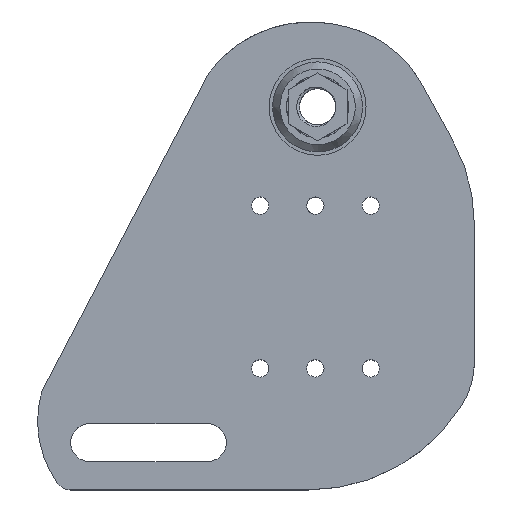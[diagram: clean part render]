
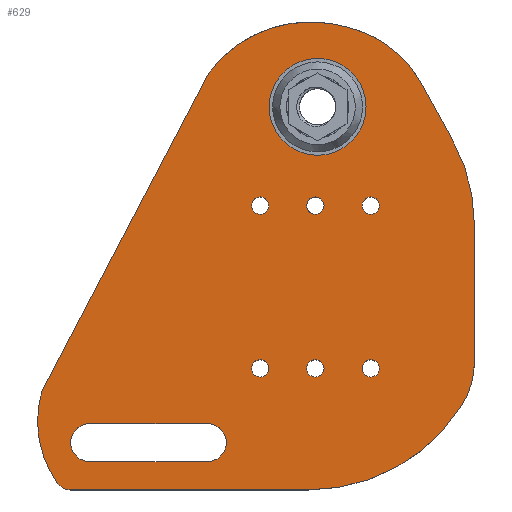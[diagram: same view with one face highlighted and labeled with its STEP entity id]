
A CAD part, top view. The second image highlights one B-rep face of the part: STEP entity #629.
In plain terms, the highlighted planar face has unit normal (0, 0, 1).
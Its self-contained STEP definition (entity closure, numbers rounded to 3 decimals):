
#458=PLANE('',#1510);
#508=LINE('',#1985,#568);
#509=LINE('',#1989,#569);
#510=LINE('',#1995,#570);
#511=LINE('',#2001,#571);
#512=LINE('',#2007,#572);
#513=LINE('',#2011,#573);
#568=VECTOR('',#1653,1.);
#569=VECTOR('',#1656,1.);
#570=VECTOR('',#1661,1.);
#571=VECTOR('',#1666,1.);
#572=VECTOR('',#1671,1.);
#573=VECTOR('',#1674,1.);
#629=ADVANCED_FACE('',(#725,#726,#727,#728,#729,#730,#731,#732,#733),#458,
 .T.);
#725=FACE_BOUND('',#793,.T.);
#726=FACE_BOUND('',#794,.T.);
#727=FACE_BOUND('',#795,.T.);
#728=FACE_BOUND('',#796,.T.);
#729=FACE_BOUND('',#797,.T.);
#730=FACE_BOUND('',#798,.T.);
#731=FACE_BOUND('',#799,.T.);
#732=FACE_BOUND('',#800,.T.);
#733=FACE_BOUND('',#801,.T.);
#793=EDGE_LOOP('',(#903));
#794=EDGE_LOOP('',(#904));
#795=EDGE_LOOP('',(#905));
#796=EDGE_LOOP('',(#906));
#797=EDGE_LOOP('',(#907));
#798=EDGE_LOOP('',(#908));
#799=EDGE_LOOP('',(#909));
#800=EDGE_LOOP('',(#910,#911,#912,#913));
#801=EDGE_LOOP('',(#914,#915,#916,#917,#918,#919,#920,#921,#922,#923,#924,
#925));
#903=ORIENTED_EDGE('',*,*,#1283,.F.);
#904=ORIENTED_EDGE('',*,*,#1284,.F.);
#905=ORIENTED_EDGE('',*,*,#1285,.F.);
#906=ORIENTED_EDGE('',*,*,#1286,.F.);
#907=ORIENTED_EDGE('',*,*,#1287,.F.);
#908=ORIENTED_EDGE('',*,*,#1288,.F.);
#909=ORIENTED_EDGE('',*,*,#1289,.F.);
#910=ORIENTED_EDGE('',*,*,#1290,.F.);
#911=ORIENTED_EDGE('',*,*,#1291,.F.);
#912=ORIENTED_EDGE('',*,*,#1292,.F.);
#913=ORIENTED_EDGE('',*,*,#1293,.F.);
#914=ORIENTED_EDGE('',*,*,#1294,.T.);
#915=ORIENTED_EDGE('',*,*,#1295,.T.);
#916=ORIENTED_EDGE('',*,*,#1296,.T.);
#917=ORIENTED_EDGE('',*,*,#1297,.T.);
#918=ORIENTED_EDGE('',*,*,#1298,.T.);
#919=ORIENTED_EDGE('',*,*,#1299,.T.);
#920=ORIENTED_EDGE('',*,*,#1300,.T.);
#921=ORIENTED_EDGE('',*,*,#1301,.T.);
#922=ORIENTED_EDGE('',*,*,#1302,.T.);
#923=ORIENTED_EDGE('',*,*,#1303,.T.);
#924=ORIENTED_EDGE('',*,*,#1304,.T.);
#925=ORIENTED_EDGE('',*,*,#1305,.T.);
#1183=VERTEX_POINT('',#1969);
#1184=VERTEX_POINT('',#1971);
#1185=VERTEX_POINT('',#1973);
#1186=VERTEX_POINT('',#1975);
#1187=VERTEX_POINT('',#1977);
#1188=VERTEX_POINT('',#1979);
#1189=VERTEX_POINT('',#1981);
#1190=VERTEX_POINT('',#1983);
#1191=VERTEX_POINT('',#1984);
#1192=VERTEX_POINT('',#1986);
#1193=VERTEX_POINT('',#1988);
#1194=VERTEX_POINT('',#1991);
#1195=VERTEX_POINT('',#1992);
#1196=VERTEX_POINT('',#1994);
#1197=VERTEX_POINT('',#1996);
#1198=VERTEX_POINT('',#1998);
#1199=VERTEX_POINT('',#2000);
#1200=VERTEX_POINT('',#2002);
#1201=VERTEX_POINT('',#2004);
#1202=VERTEX_POINT('',#2006);
#1203=VERTEX_POINT('',#2008);
#1204=VERTEX_POINT('',#2010);
#1205=VERTEX_POINT('',#2012);
#1283=EDGE_CURVE('',#1183,#1183,#1421,.T.);
#1284=EDGE_CURVE('',#1184,#1184,#1422,.T.);
#1285=EDGE_CURVE('',#1185,#1185,#1423,.T.);
#1286=EDGE_CURVE('',#1186,#1186,#1424,.T.);
#1287=EDGE_CURVE('',#1187,#1187,#1425,.T.);
#1288=EDGE_CURVE('',#1188,#1188,#1426,.T.);
#1289=EDGE_CURVE('',#1189,#1189,#1427,.T.);
#1290=EDGE_CURVE('',#1190,#1191,#1428,.T.);
#1291=EDGE_CURVE('',#1192,#1190,#508,.T.);
#1292=EDGE_CURVE('',#1193,#1192,#1429,.T.);
#1293=EDGE_CURVE('',#1191,#1193,#509,.T.);
#1294=EDGE_CURVE('',#1194,#1195,#1430,.T.);
#1295=EDGE_CURVE('',#1195,#1196,#1431,.T.);
#1296=EDGE_CURVE('',#1196,#1197,#510,.T.);
#1297=EDGE_CURVE('',#1197,#1198,#1432,.T.);
#1298=EDGE_CURVE('',#1198,#1199,#1433,.T.);
#1299=EDGE_CURVE('',#1199,#1200,#511,.T.);
#1300=EDGE_CURVE('',#1200,#1201,#1434,.T.);
#1301=EDGE_CURVE('',#1201,#1202,#1435,.T.);
#1302=EDGE_CURVE('',#1202,#1203,#512,.T.);
#1303=EDGE_CURVE('',#1203,#1204,#1436,.T.);
#1304=EDGE_CURVE('',#1204,#1205,#513,.T.);
#1305=EDGE_CURVE('',#1205,#1194,#1437,.T.);
#1421=CIRCLE('',#1493,14.);
#1422=CIRCLE('',#1494,2.5);
#1423=CIRCLE('',#1495,2.5);
#1424=CIRCLE('',#1496,2.5);
#1425=CIRCLE('',#1497,2.5);
#1426=CIRCLE('',#1498,2.5);
#1427=CIRCLE('',#1499,2.5);
#1428=CIRCLE('',#1500,5.5);
#1429=CIRCLE('',#1501,5.5);
#1430=CIRCLE('',#1502,55.612);
#1431=CIRCLE('',#1503,36.616);
#1432=CIRCLE('',#1504,30.878);
#1433=CIRCLE('',#1505,4.536);
#1434=CIRCLE('',#1506,52.384);
#1435=CIRCLE('',#1507,23.686);
#1436=CIRCLE('',#1508,50.5);
#1437=CIRCLE('',#1509,32.981);
#1493=AXIS2_PLACEMENT_3D('',#1968,#1637,#1638);
#1494=AXIS2_PLACEMENT_3D('',#1970,#1639,#1640);
#1495=AXIS2_PLACEMENT_3D('',#1972,#1641,#1642);
#1496=AXIS2_PLACEMENT_3D('',#1974,#1643,#1644);
#1497=AXIS2_PLACEMENT_3D('',#1976,#1645,#1646);
#1498=AXIS2_PLACEMENT_3D('',#1978,#1647,#1648);
#1499=AXIS2_PLACEMENT_3D('',#1980,#1649,#1650);
#1500=AXIS2_PLACEMENT_3D('',#1982,#1651,#1652);
#1501=AXIS2_PLACEMENT_3D('',#1987,#1654,#1655);
#1502=AXIS2_PLACEMENT_3D('',#1990,#1657,#1658);
#1503=AXIS2_PLACEMENT_3D('',#1993,#1659,#1660);
#1504=AXIS2_PLACEMENT_3D('',#1997,#1662,#1663);
#1505=AXIS2_PLACEMENT_3D('',#1999,#1664,#1665);
#1506=AXIS2_PLACEMENT_3D('',#2003,#1667,#1668);
#1507=AXIS2_PLACEMENT_3D('',#2005,#1669,#1670);
#1508=AXIS2_PLACEMENT_3D('',#2009,#1672,#1673);
#1509=AXIS2_PLACEMENT_3D('',#2013,#1675,#1676);
#1510=AXIS2_PLACEMENT_3D('',#2014,#1677,#1678);
#1637=DIRECTION('',(0.,0.,1.));
#1638=DIRECTION('',(1.,0.,0.));
#1639=DIRECTION('',(0.,0.,1.));
#1640=DIRECTION('',(1.,0.,0.));
#1641=DIRECTION('',(0.,0.,1.));
#1642=DIRECTION('',(1.,0.,0.));
#1643=DIRECTION('',(0.,0.,1.));
#1644=DIRECTION('',(1.,0.,0.));
#1645=DIRECTION('',(0.,0.,1.));
#1646=DIRECTION('',(1.,0.,0.));
#1647=DIRECTION('',(0.,0.,1.));
#1648=DIRECTION('',(1.,0.,0.));
#1649=DIRECTION('',(0.,0.,1.));
#1650=DIRECTION('',(1.,0.,0.));
#1651=DIRECTION('',(0.,0.,1.));
#1652=DIRECTION('',(1.,0.,0.));
#1653=DIRECTION('',(-1.,0.,0.));
#1654=DIRECTION('',(0.,0.,1.));
#1655=DIRECTION('',(1.,0.,0.));
#1656=DIRECTION('',(1.,0.,0.));
#1657=DIRECTION('',(0.,0.,1.));
#1658=DIRECTION('',(1.,0.,0.));
#1659=DIRECTION('',(0.,0.,1.));
#1660=DIRECTION('',(1.,0.,0.));
#1661=DIRECTION('',(-0.464,-0.886,0.));
#1662=DIRECTION('',(0.,0.,1.));
#1663=DIRECTION('',(1.,0.,0.));
#1664=DIRECTION('',(0.,0.,1.));
#1665=DIRECTION('',(1.,0.,0.));
#1666=DIRECTION('',(1.,0.,0.));
#1667=DIRECTION('',(0.,0.,1.));
#1668=DIRECTION('',(1.,0.,0.));
#1669=DIRECTION('',(0.,0.,1.));
#1670=DIRECTION('',(1.,0.,0.));
#1671=DIRECTION('',(0.,1.,0.));
#1672=DIRECTION('',(0.,0.,1.));
#1673=DIRECTION('',(1.,0.,0.));
#1674=DIRECTION('',(-0.485,0.875,0.));
#1675=DIRECTION('',(0.,0.,1.));
#1676=DIRECTION('',(1.,0.,0.));
#1677=DIRECTION('',(0.,0.,1.));
#1678=DIRECTION('',(1.,0.,0.));
#1968=CARTESIAN_POINT('',(38.879,52.141,12.));
#1969=CARTESIAN_POINT('',(52.879,52.141,12.));
#1970=CARTESIAN_POINT('',(54.217,23.603,12.));
#1971=CARTESIAN_POINT('',(56.717,23.603,12.));
#1972=CARTESIAN_POINT('',(38.232,23.603,12.));
#1973=CARTESIAN_POINT('',(40.732,23.603,12.));
#1974=CARTESIAN_POINT('',(22.278,23.603,12.));
#1975=CARTESIAN_POINT('',(24.778,23.603,12.));
#1976=CARTESIAN_POINT('',(22.278,-23.448,12.));
#1977=CARTESIAN_POINT('',(24.778,-23.448,12.));
#1978=CARTESIAN_POINT('',(38.232,-23.448,12.));
#1979=CARTESIAN_POINT('',(40.732,-23.448,12.));
#1980=CARTESIAN_POINT('',(54.217,-23.448,12.));
#1981=CARTESIAN_POINT('',(56.717,-23.448,12.));
#1982=CARTESIAN_POINT('',(-26.976,-44.859,12.));
#1983=CARTESIAN_POINT('',(-26.976,-39.359,12.));
#1984=CARTESIAN_POINT('',(-26.976,-50.359,12.));
#1985=CARTESIAN_POINT('',(7.,-39.359,12.));
#1986=CARTESIAN_POINT('',(7.,-39.359,12.));
#1987=CARTESIAN_POINT('',(7.,-44.859,12.));
#1988=CARTESIAN_POINT('',(7.,-50.359,12.));
#1989=CARTESIAN_POINT('',(-26.976,-50.359,12.));
#1990=CARTESIAN_POINT('',(33.781,21.281,12.));
#1991=CARTESIAN_POINT('',(48.765,74.836,12.));
#1992=CARTESIAN_POINT('',(42.543,76.198,12.));
#1993=CARTESIAN_POINT('',(36.774,40.04,12.));
#1994=CARTESIAN_POINT('',(7.374,61.866,12.));
#1995=CARTESIAN_POINT('',(7.374,61.866,12.));
#1996=CARTESIAN_POINT('',(-40.849,-30.208,12.));
#1997=CARTESIAN_POINT('',(-11.148,-38.655,12.));
#1998=CARTESIAN_POINT('',(-36.24,-56.651,12.));
#1999=CARTESIAN_POINT('',(-32.554,-54.008,12.));
#2000=CARTESIAN_POINT('',(-32.554,-58.544,12.));
#2001=CARTESIAN_POINT('',(-32.554,-58.544,12.));
#2002=CARTESIAN_POINT('',(36.247,-58.544,12.));
#2003=CARTESIAN_POINT('',(36.247,-6.16,12.));
#2004=CARTESIAN_POINT('',(80.517,-34.163,12.));
#2005=CARTESIAN_POINT('',(60.5,-21.501,12.));
#2006=CARTESIAN_POINT('',(84.186,-21.501,12.));
#2007=CARTESIAN_POINT('',(84.186,-21.501,12.));
#2008=CARTESIAN_POINT('',(84.186,18.111,12.));
#2009=CARTESIAN_POINT('',(33.686,18.111,12.));
#2010=CARTESIAN_POINT('',(77.854,42.594,12.));
#2011=CARTESIAN_POINT('',(77.854,42.594,12.));
#2012=CARTESIAN_POINT('',(68.724,59.065,12.));
#2013=CARTESIAN_POINT('',(39.879,43.075,12.));
#2014=CARTESIAN_POINT('',(33.781,21.281,12.));
